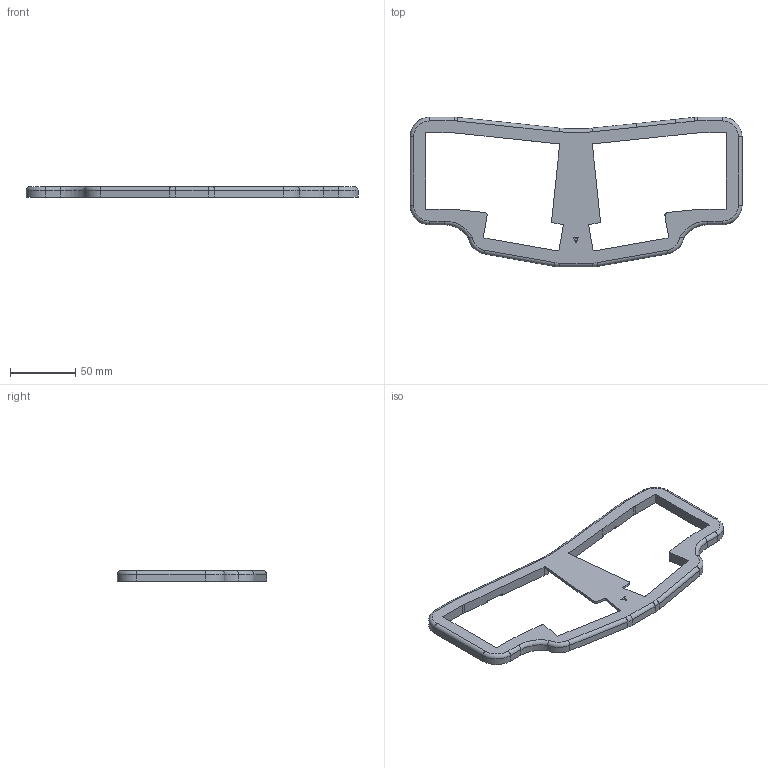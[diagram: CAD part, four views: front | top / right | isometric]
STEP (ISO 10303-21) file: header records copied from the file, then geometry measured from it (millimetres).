
FILE_DESCRIPTION(/* description */ ('STEP AP242','CAx-IF Rec.Pracs.---Representation and Presentation of Product Manufacturing Information (PMI)---4.0---2014-10-13','CAx-IF Rec.Pracs.---3D Tessellated Geometry---0.4---2014-09-14','2;1'),/* implementation_level */ '2;1');
FILE_NAME(/* name */ '679309b6ecf06828b93b9b02',/* time_stamp */ '2025-01-24T03:32:06Z',/* author */ (''),/* organization */ (''),/* preprocessor_version */ 'ST-DEVELOPER v20',/* originating_system */ 'ONSHAPE BY PTC INC, 1.192',/* authorisation */ ' ');
FILE_SCHEMA (('AP242_MANAGED_MODEL_BASED_3D_ENGINEERING_MIM_LF { 1 0 10303 442 1 1 4 }'));
Length unit declared in the file: metre
Products named in the file (1): Part 1
Bounding box: 253.55 x 114.17 x 8 mm (x, y, z)
Volume: 64320.4 mm3; surface area: 31073.3 mm2
Topology: 1 solids, 1 shells, 163 faces, 446 edges, 292 vertices
Faces by surface type: plane 86, cylinder 63, torus 14
Full cylindrical faces by diameter (mm): 5 x8
Entity records: 5107 total; most frequent: CARTESIAN_POINT 908, DIRECTION 893, ORIENTED_EDGE 860, EDGE_CURVE 430, AXIS2_PLACEMENT_3D 307, VERTEX_POINT 284, LINE 279, VECTOR 279
